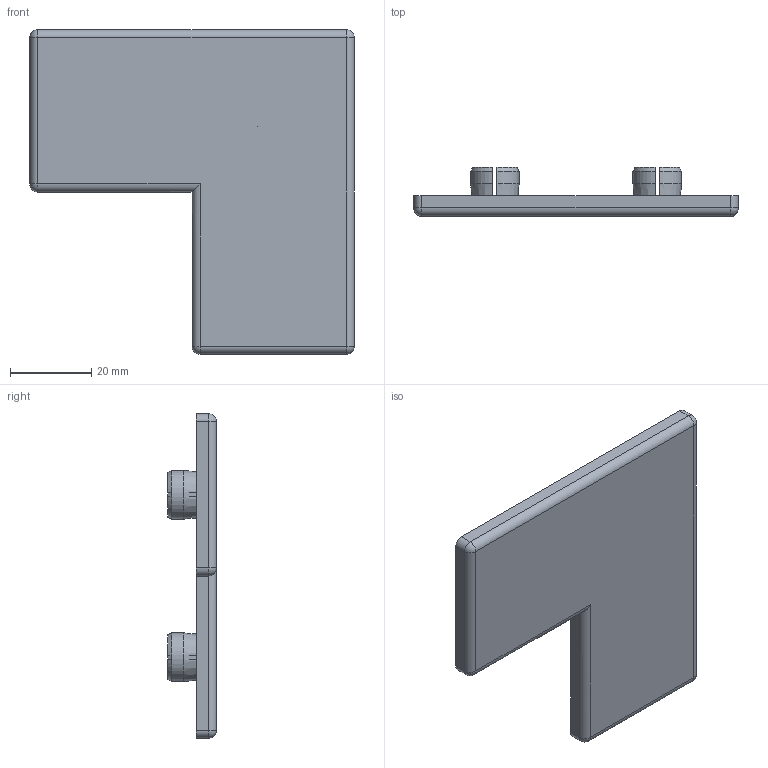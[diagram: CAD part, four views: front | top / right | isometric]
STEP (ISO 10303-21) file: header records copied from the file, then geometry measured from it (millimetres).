
FILE_DESCRIPTION(/* description */ ('Tappo 80x80 angolare'),/* implementation_level */ '2;1');
FILE_NAME(/* name */ 'CC80-80A.stp',/* time_stamp */ '2022-06-17T14:05:16+02:00',/* author */ ('USER'),/* organization */ ('Microsoft'),/* preprocessor_version */ 'ST-DEVELOPER v18.1',/* originating_system */ 'Autodesk Inventor 2021',/* authorisation */ '');
FILE_SCHEMA (('AUTOMOTIVE_DESIGN { 1 0 10303 214 3 1 1 }'));
Length unit declared in the file: millimetre
Products named in the file (1): CC80-80A
Bounding box: 80 x 12 x 80 mm (x, y, z)
Volume: 16415 mm3; surface area: 13375.7 mm2
Topology: 1 solids, 1 shells, 115 faces, 298 edges, 190 vertices
Faces by surface type: plane 54, cylinder 38, cone 18, sphere 5
Entity records: 3603 total; most frequent: CARTESIAN_POINT 767, ORIENTED_EDGE 586, DIRECTION 582, EDGE_CURVE 293, AXIS2_PLACEMENT_3D 212, VERTEX_POINT 190, LINE 158, VECTOR 158
